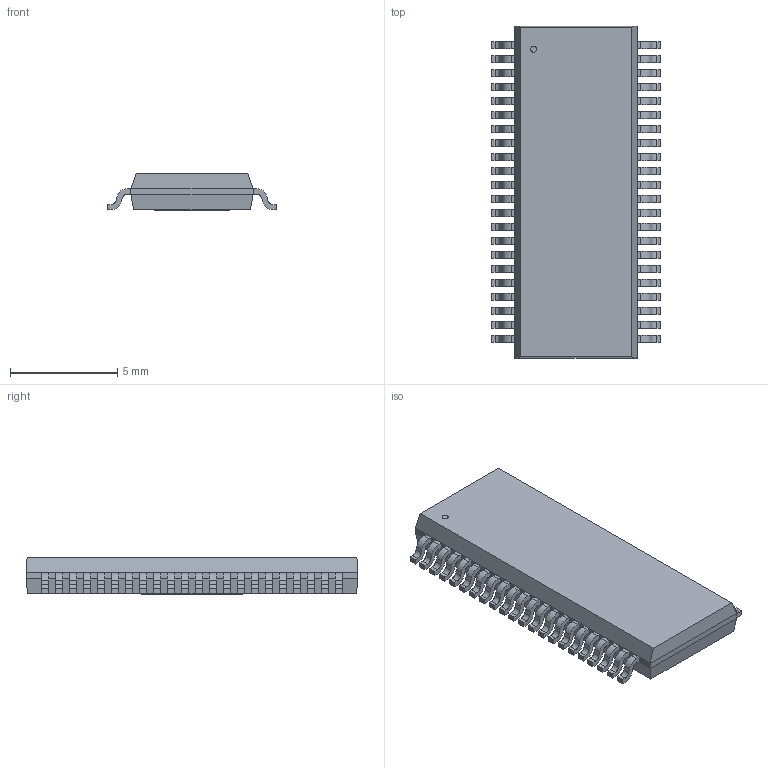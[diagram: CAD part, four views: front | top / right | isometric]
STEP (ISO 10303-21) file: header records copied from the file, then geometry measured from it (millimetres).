
FILE_DESCRIPTION(('STEP AP214'),'1');
FILE_NAME('SSOP44K_5P6X15P45_ONS','2024-02-23T04:19:54',(''),(''),'','','');
FILE_SCHEMA(('AUTOMOTIVE_DESIGN'));
Length unit declared in the file: millimetre
Products named in the file (1): product
Bounding box: 7.85 x 15.44 x 1.75 mm (x, y, z)
Volume: 151 mm3; surface area: 351.3 mm2
Topology: 47 solids, 47 shells, 639 faces, 1627 edges, 1082 vertices
Faces by surface type: plane 462, cylinder 177
Full cylindrical faces by diameter (mm): 0.284 x1
Entity records: 18477 total; most frequent: DIRECTION 3262, ORIENTED_EDGE 3252, CARTESIAN_POINT 1901, EDGE_CURVE 1626, LINE 1272, VECTOR 1272, VERTEX_POINT 1082, AXIS2_PLACEMENT_3D 995
